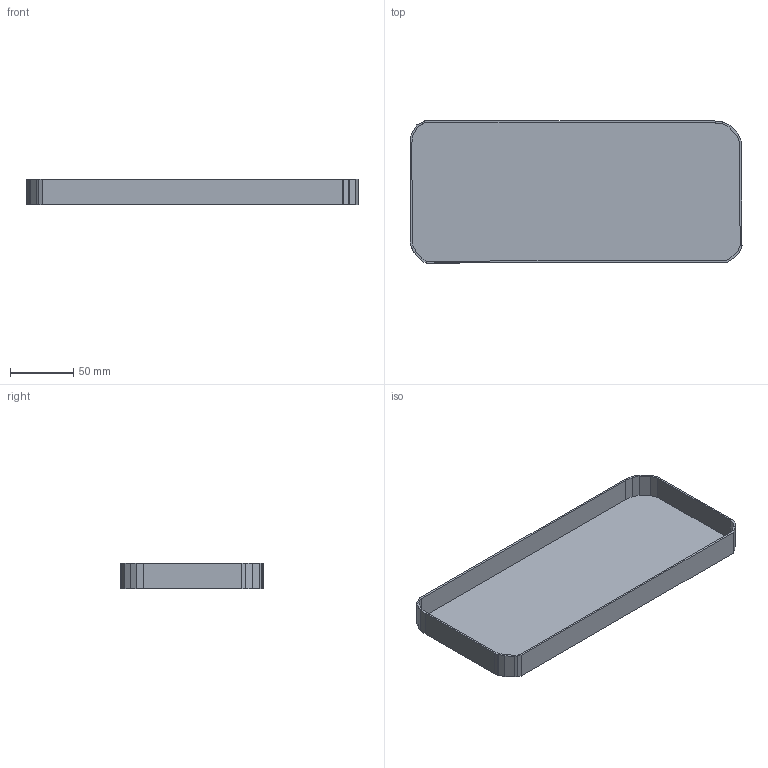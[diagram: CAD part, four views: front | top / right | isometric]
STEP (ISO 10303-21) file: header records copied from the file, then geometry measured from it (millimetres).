
FILE_DESCRIPTION(('Designed by EasyEDA Pro'),'2;1');
FILE_NAME('Open CASCADE Shape Model','2025-07-07T22:40:17',('Author'),( 'Open CASCADE'),'Open CASCADE STEP processor 7.8','Open CASCADE 7.8' ,'Unknown');
FILE_SCHEMA(('AUTOMOTIVE_DESIGN { 1 0 10303 214 1 1 1 1 }'));
Length unit declared in the file: millimetre
Products named in the file (1): Open CASCADE STEP translator 7.8 2
Bounding box: 261.5 x 111.9 x 20 mm (x, y, z)
Volume: 63112 mm3; surface area: 85223.4 mm2
Topology: 1 solids, 1 shells, 144 faces, 423 edges, 282 vertices
Faces by surface type: bspline 144
Entity records: 8927 total; most frequent: CARTESIAN_POINT 3397, B_SPLINE_CURVE_WITH_KNOTS 1269, ORIENTED_EDGE 846, PCURVE 846, DEFINITIONAL_REPRESENTATION 846, EDGE_CURVE 423, SURFACE_CURVE 423, VERTEX_POINT 282
